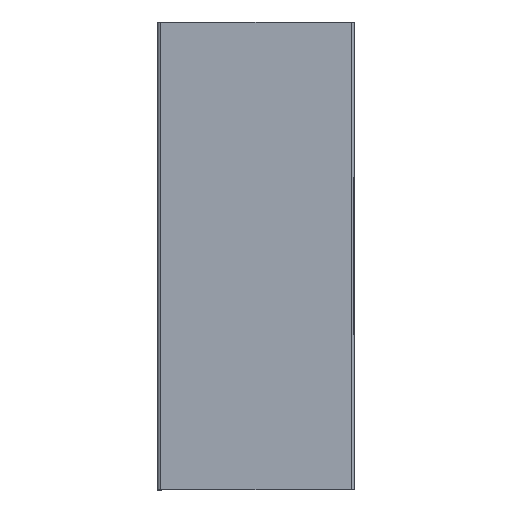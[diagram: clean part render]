
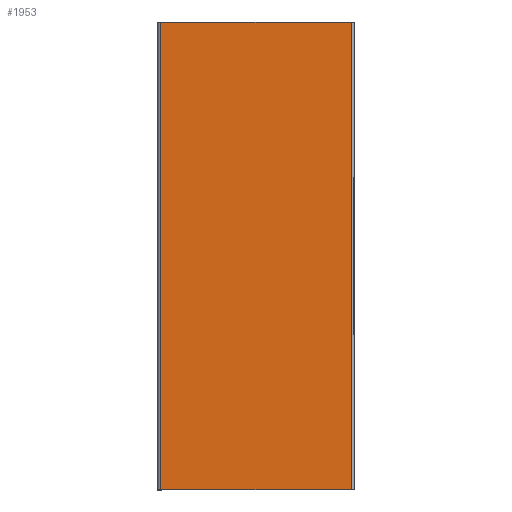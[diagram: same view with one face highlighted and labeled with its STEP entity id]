
A CAD part, left-side view. The second image highlights one B-rep face of the part: STEP entity #1953.
In plain terms, the highlighted planar face has unit normal (-1, 0, 0).
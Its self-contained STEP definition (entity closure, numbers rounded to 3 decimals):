
#397 = CARTESIAN_POINT ( 'NONE',  ( 0., -102., 500. ) ) ;
#500 = LINE ( 'NONE', #999, #2392 ) ;
#655 = DIRECTION ( 'NONE',  ( 0., 0., -1. ) ) ;
#694 = CARTESIAN_POINT ( 'NONE',  ( 0., 102., 500. ) ) ;
#789 = CARTESIAN_POINT ( 'NONE',  ( 0., -102., 500. ) ) ;
#999 = CARTESIAN_POINT ( 'NONE',  ( 0., -102., 500. ) ) ;
#1070 = LINE ( 'NONE', #397, #2072 ) ;
#1094 = EDGE_CURVE ( 'NONE', #2869, #2100, #3907, .T. ) ;
#1231 = EDGE_CURVE ( 'NONE', #1820, #2100, #3300, .T. ) ;
#1289 = PLANE ( 'NONE',  #2147 ) ;
#1302 = EDGE_LOOP ( 'NONE', ( #1329, #3128, #2887, #3393 ) ) ;
#1329 = ORIENTED_EDGE ( 'NONE', *, *, #1094, .F. ) ;
#1463 = DIRECTION ( 'NONE',  ( 0., 0., 1. ) ) ;
#1624 = DIRECTION ( 'NONE',  ( 0., 1., 0. ) ) ;
#1652 = CARTESIAN_POINT ( 'NONE',  ( 0., -102., 0. ) ) ;
#1686 = DIRECTION ( 'NONE',  ( 0., 1., 0. ) ) ;
#1820 = VERTEX_POINT ( 'NONE', #3387 ) ;
#1953 = ADVANCED_FACE ( 'NONE', ( #2448 ), #1289, .T. ) ;
#1991 = CARTESIAN_POINT ( 'NONE',  ( 0., -102., 500. ) ) ;
#2072 = VECTOR ( 'NONE', #2315, 1000. ) ;
#2100 = VERTEX_POINT ( 'NONE', #2726 ) ;
#2147 = AXIS2_PLACEMENT_3D ( 'NONE', #1991, #4325, #1463 ) ;
#2315 = DIRECTION ( 'NONE',  ( 0., 0., -1. ) ) ;
#2392 = VECTOR ( 'NONE', #1686, 1000. ) ;
#2448 = FACE_OUTER_BOUND ( 'NONE', #1302, .T. ) ;
#2552 = EDGE_CURVE ( 'NONE', #4064, #2869, #1070, .T. ) ;
#2726 = CARTESIAN_POINT ( 'NONE',  ( 0., 102., 0. ) ) ;
#2869 = VERTEX_POINT ( 'NONE', #4069 ) ;
#2887 = ORIENTED_EDGE ( 'NONE', *, *, #4288, .T. ) ;
#3128 = ORIENTED_EDGE ( 'NONE', *, *, #2552, .F. ) ;
#3300 = LINE ( 'NONE', #694, #3450 ) ;
#3387 = CARTESIAN_POINT ( 'NONE',  ( 0., 102., 500. ) ) ;
#3393 = ORIENTED_EDGE ( 'NONE', *, *, #1231, .T. ) ;
#3450 = VECTOR ( 'NONE', #655, 1000. ) ;
#3810 = VECTOR ( 'NONE', #1624, 1000. ) ;
#3907 = LINE ( 'NONE', #1652, #3810 ) ;
#4064 = VERTEX_POINT ( 'NONE', #789 ) ;
#4069 = CARTESIAN_POINT ( 'NONE',  ( 0., -102., 0. ) ) ;
#4288 = EDGE_CURVE ( 'NONE', #4064, #1820, #500, .T. ) ;
#4325 = DIRECTION ( 'NONE',  ( -1., 0., 0. ) ) ;
